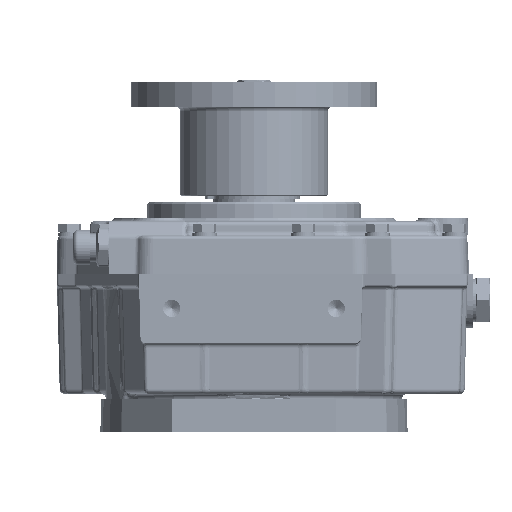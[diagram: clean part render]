
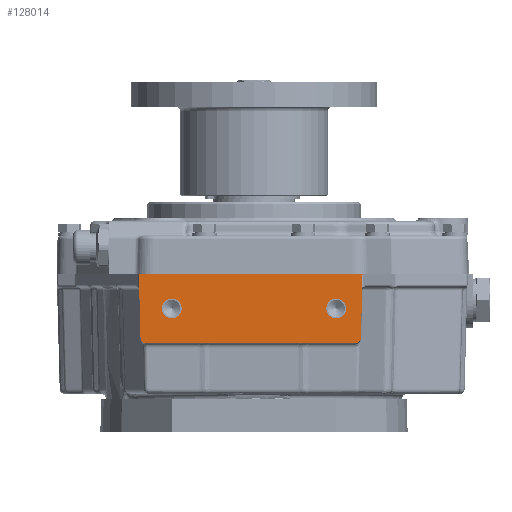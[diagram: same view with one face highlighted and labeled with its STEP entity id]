
A CAD part, left-side view. The second image highlights one B-rep face of the part: STEP entity #128014.
In plain terms, the highlighted planar face has unit normal (-1, 0, 0).
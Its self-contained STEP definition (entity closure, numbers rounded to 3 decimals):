
#103981 = CARTESIAN_POINT ( 'NONE',  ( -225., 50., -27. ) ) ;
#104152 = DIRECTION ( 'NONE',  ( 0., 0., 1. ) ) ;
#104154 = DIRECTION ( 'NONE',  ( -1., 0., 0. ) ) ;
#104156 = CARTESIAN_POINT ( 'NONE',  ( -225., 50., -21. ) ) ;
#104157 = AXIS2_PLACEMENT_3D ( 'NONE', #104156, #104154, #104152 ) ;
#104160 = CIRCLE ( 'NONE', #104157, 6. ) ;
#104386 = CARTESIAN_POINT ( 'NONE',  ( -225., 50., -15. ) ) ;
#105636 = CARTESIAN_POINT ( 'NONE',  ( -225., -50., -27. ) ) ;
#105790 = CARTESIAN_POINT ( 'NONE',  ( -225., -50., -15. ) ) ;
#105792 = DIRECTION ( 'NONE',  ( 0., 0., 1. ) ) ;
#105795 = DIRECTION ( 'NONE',  ( -1., 0., 0. ) ) ;
#105798 = CARTESIAN_POINT ( 'NONE',  ( -225., -50., -21. ) ) ;
#105800 = AXIS2_PLACEMENT_3D ( 'NONE', #105798, #105795, #105792 ) ;
#105802 = CIRCLE ( 'NONE', #105800, 6. ) ;
#117386 = VERTEX_POINT ( 'NONE', #103981 ) ;
#117396 = EDGE_CURVE ( 'NONE', #117386, #117451, #104160, .T. ) ;
#117451 = VERTEX_POINT ( 'NONE', #104386 ) ;
#117702 = VERTEX_POINT ( 'NONE', #105636 ) ;
#117708 = EDGE_CURVE ( 'NONE', #117702, #117713, #105802, .T. ) ;
#117713 = VERTEX_POINT ( 'NONE', #105790 ) ;
#121016 = EDGE_CURVE ( 'NONE', #121018, #121189, #124978, .T. ) ;
#121018 = VERTEX_POINT ( 'NONE', #124970 ) ;
#121189 = VERTEX_POINT ( 'NONE', #125839 ) ;
#124970 = CARTESIAN_POINT ( 'NONE',  ( -225., -66., 0. ) ) ;
#124972 = DIRECTION ( 'NONE',  ( 0., 1., 0. ) ) ;
#124973 = VECTOR ( 'NONE', #124972, 1000. ) ;
#124975 = CARTESIAN_POINT ( 'NONE',  ( -225., -66., 0. ) ) ;
#124978 = LINE ( 'NONE', #124975, #124973 ) ;
#125839 = CARTESIAN_POINT ( 'NONE',  ( -225., 70., 0. ) ) ;
#127750 = VERTEX_POINT ( 'NONE', #159099 ) ;
#127774 = EDGE_CURVE ( 'NONE', #127750, #127794, #159159, .T. ) ;
#127792 = EDGE_CURVE ( 'NONE', #127794, #121018, #159308, .T. ) ;
#127794 = VERTEX_POINT ( 'NONE', #159300 ) ;
#127817 = VERTEX_POINT ( 'NONE', #159406 ) ;
#127823 = EDGE_CURVE ( 'NONE', #121189, #127817, #159398, .T. ) ;
#127851 = EDGE_LOOP ( 'NONE', ( #127854, #127968 ) ) ;
#127854 = ORIENTED_EDGE ( 'NONE', *, *, #127966, .F. ) ;
#127873 = EDGE_CURVE ( 'NONE', #127918, #127750, #159595, .T. ) ;
#127918 = VERTEX_POINT ( 'NONE', #159850 ) ;
#127966 = EDGE_CURVE ( 'NONE', #117713, #117702, #160156, .T. ) ;
#127968 = ORIENTED_EDGE ( 'NONE', *, *, #117708, .F. ) ;
#127971 = EDGE_LOOP ( 'NONE', ( #127972, #127974, #127976, #127979, #127982, #127985 ) ) ;
#127972 = ORIENTED_EDGE ( 'NONE', *, *, #128011, .T. ) ;
#127974 = ORIENTED_EDGE ( 'NONE', *, *, #127873, .T. ) ;
#127976 = ORIENTED_EDGE ( 'NONE', *, *, #127774, .T. ) ;
#127979 = ORIENTED_EDGE ( 'NONE', *, *, #127792, .T. ) ;
#127982 = ORIENTED_EDGE ( 'NONE', *, *, #121016, .T. ) ;
#127985 = ORIENTED_EDGE ( 'NONE', *, *, #127823, .T. ) ;
#128011 = EDGE_CURVE ( 'NONE', #127817, #127918, #160248, .T. ) ;
#128014 = ADVANCED_FACE ( 'NONE', ( #160251, #160206, #160204 ), #160329, .F. ) ;
#128019 = EDGE_LOOP ( 'NONE', ( #128020, #128024 ) ) ;
#128020 = ORIENTED_EDGE ( 'NONE', *, *, #128023, .F. ) ;
#128023 = EDGE_CURVE ( 'NONE', #117451, #117386, #160311, .T. ) ;
#128024 = ORIENTED_EDGE ( 'NONE', *, *, #117396, .F. ) ;
#159099 = CARTESIAN_POINT ( 'NONE',  ( -225., -61.978, -42. ) ) ;
#159149 = DIRECTION ( 'NONE',  ( 0., 0., -1. ) ) ;
#159152 = DIRECTION ( 'NONE',  ( -1., 0., 0. ) ) ;
#159155 = CARTESIAN_POINT ( 'NONE',  ( -225., -61.978, -39. ) ) ;
#159157 = AXIS2_PLACEMENT_3D ( 'NONE', #159155, #159152, #159149 ) ;
#159159 = CIRCLE ( 'NONE', #159157, 3. ) ;
#159300 = CARTESIAN_POINT ( 'NONE',  ( -225., -64.977, -39.079 ) ) ;
#159302 = DIRECTION ( 'NONE',  ( 0., -0.026, 1. ) ) ;
#159304 = VECTOR ( 'NONE', #159302, 1000. ) ;
#159306 = CARTESIAN_POINT ( 'NONE',  ( -225., -66., 0. ) ) ;
#159308 = LINE ( 'NONE', #159306, #159304 ) ;
#159393 = DIRECTION ( 'NONE',  ( 0., -0.026, -1. ) ) ;
#159394 = VECTOR ( 'NONE', #159393, 1000. ) ;
#159396 = CARTESIAN_POINT ( 'NONE',  ( -225., 70., 0. ) ) ;
#159398 = LINE ( 'NONE', #159396, #159394 ) ;
#159406 = CARTESIAN_POINT ( 'NONE',  ( -225., 68.977, -39.079 ) ) ;
#159589 = DIRECTION ( 'NONE',  ( 0., -1., 0. ) ) ;
#159592 = VECTOR ( 'NONE', #159589, 1000. ) ;
#159594 = CARTESIAN_POINT ( 'NONE',  ( -225., 65.978, -42. ) ) ;
#159595 = LINE ( 'NONE', #159594, #159592 ) ;
#159850 = CARTESIAN_POINT ( 'NONE',  ( -225., 65.978, -42. ) ) ;
#160148 = DIRECTION ( 'NONE',  ( 0., 0., 1. ) ) ;
#160152 = DIRECTION ( 'NONE',  ( -1., 0., 0. ) ) ;
#160153 = CARTESIAN_POINT ( 'NONE',  ( -225., -50., -21. ) ) ;
#160154 = AXIS2_PLACEMENT_3D ( 'NONE', #160153, #160152, #160148 ) ;
#160156 = CIRCLE ( 'NONE', #160154, 6. ) ;
#160204 = FACE_OUTER_BOUND ( 'NONE', #127971, .T. ) ;
#160206 = FACE_BOUND ( 'NONE', #127851, .T. ) ;
#160209 = DIRECTION ( 'NONE',  ( 0., 0., 1. ) ) ;
#160242 = DIRECTION ( 'NONE',  ( -1., 0., 0. ) ) ;
#160244 = CARTESIAN_POINT ( 'NONE',  ( -225., 65.978, -39. ) ) ;
#160245 = AXIS2_PLACEMENT_3D ( 'NONE', #160244, #160242, #160209 ) ;
#160248 = CIRCLE ( 'NONE', #160245, 3. ) ;
#160251 = FACE_BOUND ( 'NONE', #128019, .T. ) ;
#160303 = DIRECTION ( 'NONE',  ( 0., 0., 1. ) ) ;
#160305 = DIRECTION ( 'NONE',  ( -1., 0., 0. ) ) ;
#160307 = CARTESIAN_POINT ( 'NONE',  ( -225., 50., -21. ) ) ;
#160309 = AXIS2_PLACEMENT_3D ( 'NONE', #160307, #160305, #160303 ) ;
#160311 = CIRCLE ( 'NONE', #160309, 6. ) ;
#160316 = DIRECTION ( 'NONE',  ( 0., 0., 1. ) ) ;
#160318 = DIRECTION ( 'NONE',  ( 1., 0., 0. ) ) ;
#160319 = CARTESIAN_POINT ( 'NONE',  ( -225., 65.978, -39. ) ) ;
#160322 = AXIS2_PLACEMENT_3D ( 'NONE', #160319, #160318, #160316 ) ;
#160329 = PLANE ( 'NONE',  #160322 ) ;
